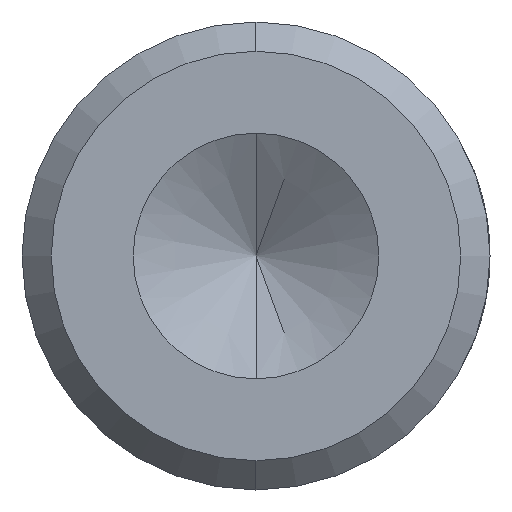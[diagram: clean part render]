
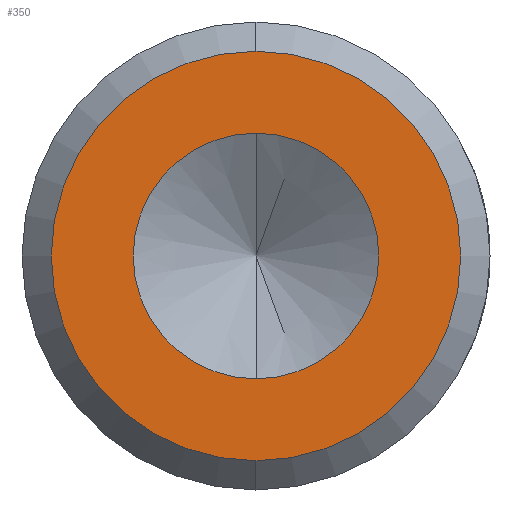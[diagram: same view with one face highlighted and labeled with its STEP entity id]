
A CAD part, left-side view. The second image highlights one B-rep face of the part: STEP entity #350.
In plain terms, the highlighted planar face has unit normal (-1, 0, 0).
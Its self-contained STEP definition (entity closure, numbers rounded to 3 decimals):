
#13 = CARTESIAN_POINT ( 'NONE',  ( 0., 0., 0. ) ) ;
#23 = EDGE_LOOP ( 'NONE', ( #750, #436 ) ) ;
#27 = VERTEX_POINT ( 'NONE', #280 ) ;
#85 = CARTESIAN_POINT ( 'NONE',  ( 0., 0., 0. ) ) ;
#104 = FACE_BOUND ( 'NONE', #1016, .T. ) ;
#115 = DIRECTION ( 'NONE',  ( 0., 0., 1. ) ) ;
#144 = DIRECTION ( 'NONE',  ( -1., 0., 0. ) ) ;
#148 = CARTESIAN_POINT ( 'NONE',  ( 0., 0., 2.1 ) ) ;
#198 = DIRECTION ( 'NONE',  ( -1., 0., 0. ) ) ;
#279 = CARTESIAN_POINT ( 'NONE',  ( 0., 0., 0. ) ) ;
#280 = CARTESIAN_POINT ( 'NONE',  ( 0., 0., 3.501 ) ) ;
#348 = DIRECTION ( 'NONE',  ( -1., 0., 0. ) ) ;
#350 = ADVANCED_FACE ( 'NONE', ( #1121, #104 ), #872, .T. ) ;
#363 = ORIENTED_EDGE ( 'NONE', *, *, #1008, .F. ) ;
#375 = CIRCLE ( 'NONE', #418, 2.1 ) ;
#377 = DIRECTION ( 'NONE',  ( 0., 0., 1. ) ) ;
#396 = CIRCLE ( 'NONE', #688, 2.1 ) ;
#401 = ORIENTED_EDGE ( 'NONE', *, *, #696, .F. ) ;
#418 = AXIS2_PLACEMENT_3D ( 'NONE', #279, #952, #377 ) ;
#436 = ORIENTED_EDGE ( 'NONE', *, *, #678, .T. ) ;
#458 = AXIS2_PLACEMENT_3D ( 'NONE', #85, #198, #881 ) ;
#558 = VERTEX_POINT ( 'NONE', #148 ) ;
#559 = AXIS2_PLACEMENT_3D ( 'NONE', #923, #348, #1023 ) ;
#632 = VERTEX_POINT ( 'NONE', #1120 ) ;
#678 = EDGE_CURVE ( 'NONE', #27, #1207, #1204, .T. ) ;
#688 = AXIS2_PLACEMENT_3D ( 'NONE', #732, #144, #830 ) ;
#696 = EDGE_CURVE ( 'NONE', #558, #632, #396, .T. ) ;
#707 = DIRECTION ( 'NONE',  ( -1., 0., 0. ) ) ;
#732 = CARTESIAN_POINT ( 'NONE',  ( 0., 0., 0. ) ) ;
#750 = ORIENTED_EDGE ( 'NONE', *, *, #763, .T. ) ;
#763 = EDGE_CURVE ( 'NONE', #1207, #27, #878, .T. ) ;
#830 = DIRECTION ( 'NONE',  ( 0., 0., 1. ) ) ;
#872 = PLANE ( 'NONE',  #458 ) ;
#878 = CIRCLE ( 'NONE', #1015, 3.501 ) ;
#881 = DIRECTION ( 'NONE',  ( 0., 0., 1. ) ) ;
#923 = CARTESIAN_POINT ( 'NONE',  ( 0., 0., 0. ) ) ;
#952 = DIRECTION ( 'NONE',  ( -1., 0., 0. ) ) ;
#1008 = EDGE_CURVE ( 'NONE', #632, #558, #375, .T. ) ;
#1015 = AXIS2_PLACEMENT_3D ( 'NONE', #13, #707, #115 ) ;
#1016 = EDGE_LOOP ( 'NONE', ( #401, #363 ) ) ;
#1023 = DIRECTION ( 'NONE',  ( 0., 0., 1. ) ) ;
#1120 = CARTESIAN_POINT ( 'NONE',  ( 0., 0., -2.1 ) ) ;
#1121 = FACE_OUTER_BOUND ( 'NONE', #23, .T. ) ;
#1161 = CARTESIAN_POINT ( 'NONE',  ( 0., 0., -3.501 ) ) ;
#1204 = CIRCLE ( 'NONE', #559, 3.501 ) ;
#1207 = VERTEX_POINT ( 'NONE', #1161 ) ;
